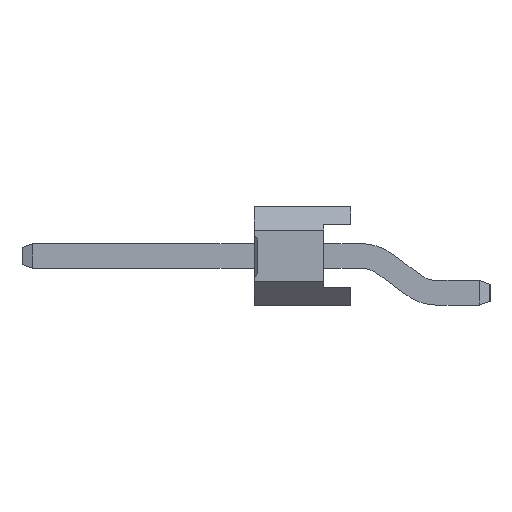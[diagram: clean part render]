
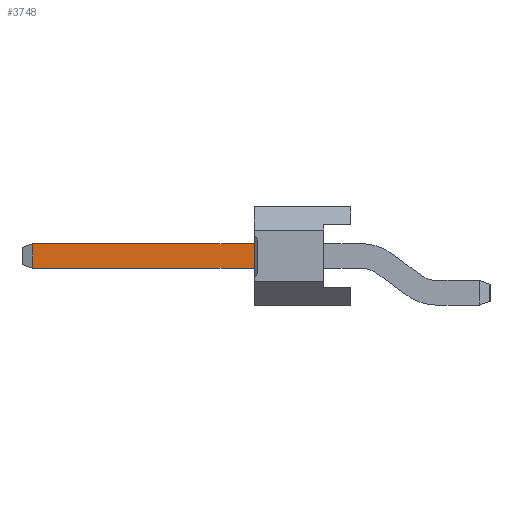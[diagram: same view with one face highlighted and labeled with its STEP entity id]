
A CAD part, left-side view. The second image highlights one B-rep face of the part: STEP entity #3748.
In plain terms, the highlighted planar face has unit normal (-1, 0, 0).
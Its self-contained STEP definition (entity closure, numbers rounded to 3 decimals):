
#3748=ADVANCED_FACE('',(#17989),#17991,.T.);
#17989=FACE_BOUND('',#17990,.T.);
#17990=EDGE_LOOP('',(#29576,#29577,#29578,#29579));
#17991=PLANE('',#17992);
#17992=AXIS2_PLACEMENT_3D('',#17993,#17994,#17995);
#17993=CARTESIAN_POINT('',(-0.32,-0.85,0.));
#17994=DIRECTION('',(-1.,0.,0.));
#17995=DIRECTION('',(0.,0.,1.));
#29576=ORIENTED_EDGE('',*,*,#35662,.F.);
#29577=ORIENTED_EDGE('',*,*,#37115,.T.);
#29578=ORIENTED_EDGE('',*,*,#37116,.F.);
#29579=ORIENTED_EDGE('',*,*,#37117,.F.);
#35662=EDGE_CURVE('',#40415,#40417,#40418,.T.);
#37115=EDGE_CURVE('',#40415,#42834,#42836,.T.);
#37116=EDGE_CURVE('',#42837,#42834,#42838,.T.);
#37117=EDGE_CURVE('',#40417,#42837,#42839,.T.);
#40415=VERTEX_POINT('',#48399);
#40417=VERTEX_POINT('',#48403);
#40418=LINE('',#48404,#48405);
#42834=VERTEX_POINT('',#53724);
#42836=LINE('',#53728,#53729);
#42837=VERTEX_POINT('',#53731);
#42838=LINE('',#53732,#53733);
#42839=LINE('',#53735,#53736);
#48399=CARTESIAN_POINT('',(-0.32,5.25,1.59));
#48403=CARTESIAN_POINT('',(-0.32,5.25,0.95));
#48404=CARTESIAN_POINT('',(-0.32,5.25,1.59));
#48405=VECTOR('',#48406,1.);
#48406=DIRECTION('',(0.,0.,-1.));
#53724=CARTESIAN_POINT('',(-0.32,10.975,1.59));
#53728=CARTESIAN_POINT('',(-0.32,5.25,1.59));
#53729=VECTOR('',#53730,1.);
#53730=DIRECTION('',(0.,1.,0.));
#53731=CARTESIAN_POINT('',(-0.32,10.975,0.95));
#53732=CARTESIAN_POINT('',(-0.32,10.975,0.95));
#53733=VECTOR('',#53734,1.);
#53734=DIRECTION('',(0.,0.,1.));
#53735=CARTESIAN_POINT('',(-0.32,5.25,0.95));
#53736=VECTOR('',#53737,1.);
#53737=DIRECTION('',(0.,1.,0.));
